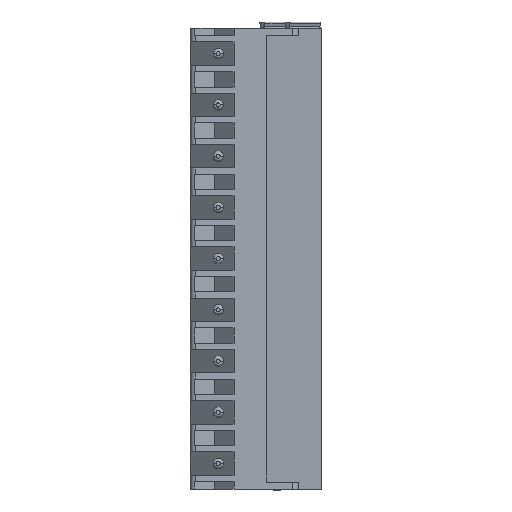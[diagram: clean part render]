
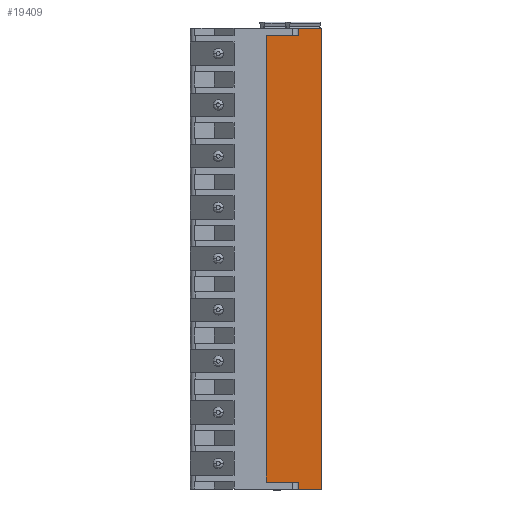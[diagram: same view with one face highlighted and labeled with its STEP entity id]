
A CAD part, front view. The second image highlights one B-rep face of the part: STEP entity #19409.
In plain terms, the highlighted planar face has unit normal (0.82, -0.572, 0).
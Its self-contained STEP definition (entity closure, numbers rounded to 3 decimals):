
#64=DIRECTION('',(0.572,0.82,0.));
#65=VECTOR('',#64,4.018);
#66=CARTESIAN_POINT('',(6.25,4.448,42.5));
#67=LINE('',#66,#65);
#4473=DIRECTION('',(0.572,0.82,0.));
#4474=VECTOR('',#4473,5.425);
#4475=CARTESIAN_POINT('',(3.145,0.,41.8));
#4476=LINE('',#4475,#4474);
#4477=DIRECTION('',(0.,0.,-1.));
#4478=VECTOR('',#4477,0.7);
#4479=CARTESIAN_POINT('',(6.25,4.448,42.5));
#4480=LINE('',#4479,#4478);
#4481=DIRECTION('',(0.,0.,1.));
#4482=VECTOR('',#4481,0.7);
#4483=CARTESIAN_POINT('',(6.25,4.448,-2.5));
#4484=LINE('',#4483,#4482);
#4485=DIRECTION('',(0.572,0.82,0.));
#4486=VECTOR('',#4485,5.425);
#4487=CARTESIAN_POINT('',(3.145,0.,-1.8));
#4488=LINE('',#4487,#4486);
#4489=DIRECTION('',(0.,0.,-1.));
#4490=VECTOR('',#4489,43.6);
#4491=CARTESIAN_POINT('',(3.145,0.,41.8));
#4492=LINE('',#4491,#4490);
#4506=DIRECTION('',(0.,0.,-1.));
#4507=VECTOR('',#4506,45.);
#4508=CARTESIAN_POINT('',(8.55,7.743,42.5));
#4509=LINE('',#4508,#4507);
#4595=DIRECTION('',(0.572,0.82,0.));
#4596=VECTOR('',#4595,4.018);
#4597=CARTESIAN_POINT('',(6.25,4.448,-2.5));
#4598=LINE('',#4597,#4596);
#10938=CARTESIAN_POINT('',(8.55,7.743,42.5));
#10940=VERTEX_POINT('',#10938);
#10962=CARTESIAN_POINT('',(8.55,7.743,-2.5));
#10964=VERTEX_POINT('',#10962);
#11598=CARTESIAN_POINT('',(3.145,0.,-1.8));
#11599=CARTESIAN_POINT('',(6.25,4.448,-1.8));
#11600=VERTEX_POINT('',#11598);
#11601=VERTEX_POINT('',#11599);
#11602=CARTESIAN_POINT('',(6.25,4.448,-2.5));
#11603=VERTEX_POINT('',#11602);
#11612=CARTESIAN_POINT('',(3.145,0.,41.8));
#11613=CARTESIAN_POINT('',(6.25,4.448,41.8));
#11614=VERTEX_POINT('',#11612);
#11615=VERTEX_POINT('',#11613);
#11616=CARTESIAN_POINT('',(6.25,4.448,42.5));
#11617=VERTEX_POINT('',#11616);
#19389=CARTESIAN_POINT('',(3.145,0.,42.5));
#19390=DIRECTION('',(0.82,-0.572,0.));
#19391=DIRECTION('',(0.572,0.82,0.));
#19392=AXIS2_PLACEMENT_3D('',#19389,#19390,#19391);
#19393=PLANE('',#19392);
#19395=ORIENTED_EDGE('',*,*,#19394,.T.);
#19396=ORIENTED_EDGE('',*,*,#19380,.F.);
#19397=ORIENTED_EDGE('',*,*,#14151,.T.);
#19399=ORIENTED_EDGE('',*,*,#19398,.T.);
#19401=ORIENTED_EDGE('',*,*,#19400,.F.);
#19403=ORIENTED_EDGE('',*,*,#19402,.T.);
#19405=ORIENTED_EDGE('',*,*,#19404,.F.);
#19406=ORIENTED_EDGE('',*,*,#19206,.F.);
#19407=EDGE_LOOP('',(#19395,#19396,#19397,#19399,#19401,#19403,#19405,#19406));
#19408=FACE_OUTER_BOUND('',#19407,.F.);
#14151=EDGE_CURVE('',#11617,#10940,#67,.T.);
#19206=EDGE_CURVE('',#11614,#11600,#4492,.T.);
#19380=EDGE_CURVE('',#11617,#11615,#4480,.T.);
#19394=EDGE_CURVE('',#11614,#11615,#4476,.T.);
#19398=EDGE_CURVE('',#10940,#10964,#4509,.T.);
#19400=EDGE_CURVE('',#11603,#10964,#4598,.T.);
#19402=EDGE_CURVE('',#11603,#11601,#4484,.T.);
#19404=EDGE_CURVE('',#11600,#11601,#4488,.T.);
#19409=ADVANCED_FACE('',(#19408),#19393,.T.);
